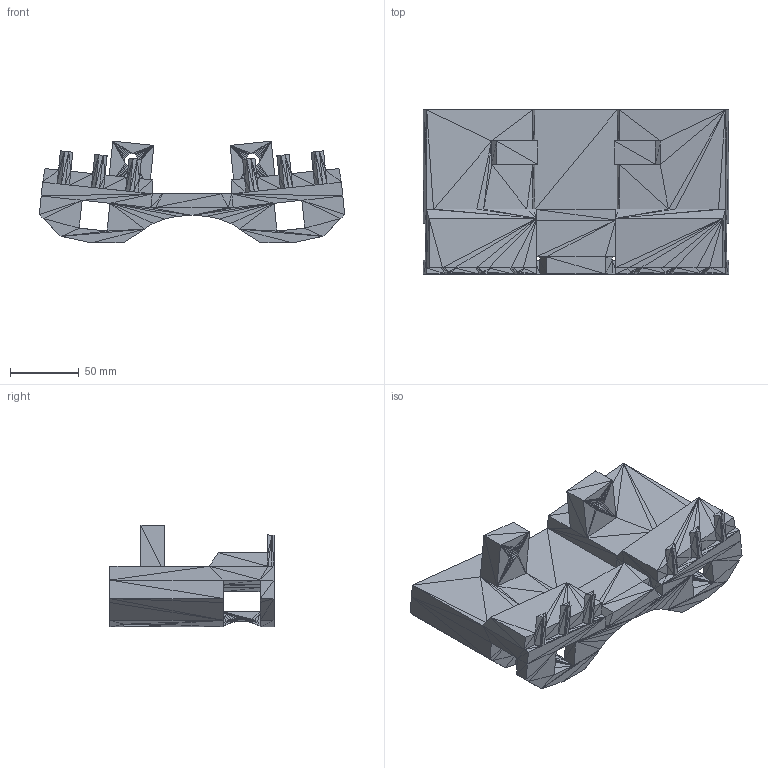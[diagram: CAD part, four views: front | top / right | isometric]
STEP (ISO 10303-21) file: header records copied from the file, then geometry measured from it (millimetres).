
FILE_DESCRIPTION(/* description */ (''),/* implementation_level */ '2;1');
FILE_NAME(/* name */ 'unit3a.step',/* time_stamp */ '2024-05-13T11:46:29+08:00',/* author */ (''),/* organization */ (''),/* preprocessor_version */ 'ST-DEVELOPER v20',/* originating_system */ 'Autodesk Translation Framework v12.20.1.177',/* authorisation */ '');
FILE_SCHEMA (('AUTOMOTIVE_DESIGN { 1 0 10303 214 3 1 1 }'));
Length unit declared in the file: millimetre
Products named in the file (1): (未保存)
Bounding box: 221.6 x 119 x 73.86 mm (x, y, z)
Volume: 649584.3 mm3; surface area: 112678.2 mm2
Topology: 1 solids, 1 shells, 1446 faces, 2186 edges, 714 vertices
Faces by surface type: plane 1446
Entity records: 28339 total; most frequent: DIRECTION 5080, ORIENTED_EDGE 4372, CARTESIAN_POINT 4347, LINE 2186, VECTOR 2186, EDGE_CURVE 2186, AXIS2_PLACEMENT_3D 1447, FACE_OUTER_BOUND 1446
